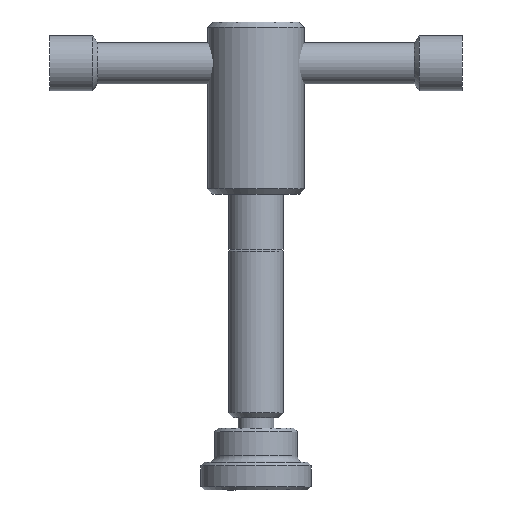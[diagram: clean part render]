
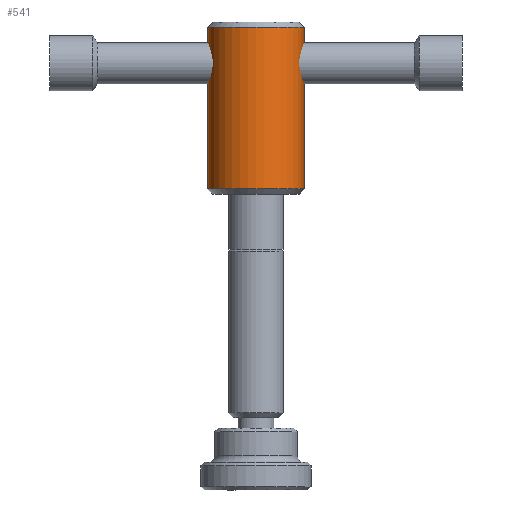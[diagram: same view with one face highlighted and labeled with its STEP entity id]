
A CAD part, front view. The second image highlights one B-rep face of the part: STEP entity #541.
In plain terms, the highlighted cylindrical face has radius 7 mm (diameter 14 mm), a partial arc.
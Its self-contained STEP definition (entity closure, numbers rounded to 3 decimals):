
#407=EDGE_CURVE('',#897,#647,#1018,.T.);
#515=VERTEX_POINT('',#1144);
#527=EDGE_CURVE('',#515,#605,#1156,.T.);
#541=ADVANCED_FACE('',(#1173),#1174,.T.);
#605=VERTEX_POINT('',#1246);
#647=VERTEX_POINT('',#1292);
#705=EDGE_CURVE('',#897,#515,#1358,.T.);
#887=EDGE_CURVE('',#605,#647,#1564,.T.);
#897=VERTEX_POINT('',#1575);
#1018=CIRCLE('',#1709,7.0);
#1144=CARTESIAN_POINT('',(-7.0,0.,43.75));
#1156=CIRCLE('',#1885,7.0);
#1173=FACE_OUTER_BOUND('',#1906,.T.);
#1174=CYLINDRICAL_SURFACE('',#1907,7.0);
#1246=CARTESIAN_POINT('',(7.0,0.0,43.75));
#1292=CARTESIAN_POINT('',(7.0,0.0,67.25));
#1358=LINE('',#2148,#2149);
#1564=LINE('',#2413,#2414);
#1575=CARTESIAN_POINT('',(-7.0,0.,67.25));
#1709=AXIS2_PLACEMENT_3D('',#2562,#2563,#2564);
#1885=AXIS2_PLACEMENT_3D('',#2765,#2766,#2767);
#1906=EDGE_LOOP('',(#2800,#2801,#2802,#2803));
#1907=AXIS2_PLACEMENT_3D('',#2804,#2805,#2806);
#2148=CARTESIAN_POINT('',(-7.0,0.,55.5));
#2149=VECTOR('',#3035,1.0);
#2413=CARTESIAN_POINT('',(7.0,0.,55.5));
#2414=VECTOR('',#3278,1.0);
#2562=CARTESIAN_POINT('',(0.0,0.0,67.25));
#2563=DIRECTION('',(0.0,0.0,1.0));
#2564=DIRECTION('',(1.0,0.0,0.0));
#2765=CARTESIAN_POINT('',(0.0,0.0,43.75));
#2766=DIRECTION('',(0.0,0.0,1.0));
#2767=DIRECTION('',(1.0,0.0,0.0));
#2800=ORIENTED_EDGE('',*,*,#887,.T.);
#2801=ORIENTED_EDGE('',*,*,#407,.F.);
#2802=ORIENTED_EDGE('',*,*,#705,.T.);
#2803=ORIENTED_EDGE('',*,*,#527,.T.);
#2804=CARTESIAN_POINT('',(0.0,0.0,55.5));
#2805=DIRECTION('',(-0.0,-0.0,-1.0));
#2806=DIRECTION('',(1.0,0.0,0.0));
#3035=DIRECTION('',(-0.0,-0.0,-1.0));
#3278=DIRECTION('',(0.0,0.0,1.0));
